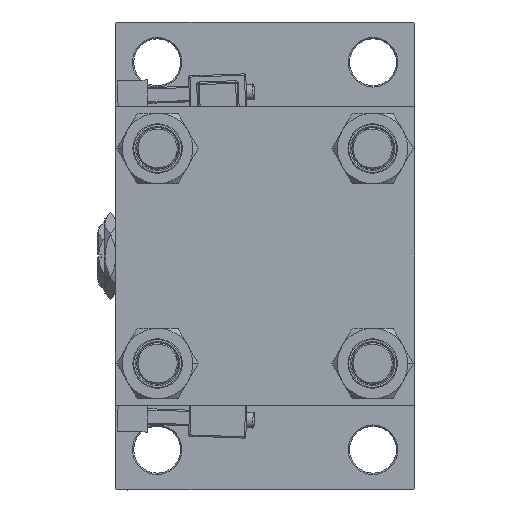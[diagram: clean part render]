
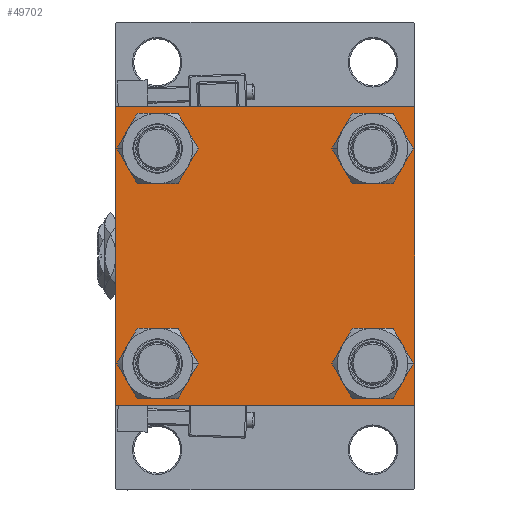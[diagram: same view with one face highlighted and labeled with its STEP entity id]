
A CAD part, left-side view. The second image highlights one B-rep face of the part: STEP entity #49702.
In plain terms, the highlighted planar face has unit normal (-1, 0, 0).
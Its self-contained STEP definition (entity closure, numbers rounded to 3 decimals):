
#281 = CARTESIAN_POINT ( 'NONE',  ( 0., 57.5, 57.5 ) ) ;
#377 = EDGE_LOOP ( 'NONE', ( #1878, #23672 ) ) ;
#880 = CARTESIAN_POINT ( 'NONE',  ( 0., 41.35, -49.85 ) ) ;
#1147 = EDGE_CURVE ( 'NONE', #1778, #1189, #24587, .T. ) ;
#1189 = VERTEX_POINT ( 'NONE', #880 ) ;
#1778 = VERTEX_POINT ( 'NONE', #46709 ) ;
#1878 = ORIENTED_EDGE ( 'NONE', *, *, #6891, .T. ) ;
#2005 = DIRECTION ( 'NONE',  ( 0., 0., 1. ) ) ;
#2017 = AXIS2_PLACEMENT_3D ( 'NONE', #43968, #31997, #31195 ) ;
#2420 = EDGE_CURVE ( 'NONE', #31990, #35554, #29712, .T. ) ;
#2591 = AXIS2_PLACEMENT_3D ( 'NONE', #2936, #52247, #32353 ) ;
#2781 = DIRECTION ( 'NONE',  ( 0., 0.707, 0.707 ) ) ;
#2936 = CARTESIAN_POINT ( 'NONE',  ( 0., -41.35, 41.35 ) ) ;
#3069 = EDGE_LOOP ( 'NONE', ( #18247, #48139 ) ) ;
#3552 = PLANE ( 'NONE',  #5016 ) ;
#4346 = EDGE_CURVE ( 'NONE', #32389, #38713, #47999, .T. ) ;
#4822 = LINE ( 'NONE', #42405, #10208 ) ;
#5016 = AXIS2_PLACEMENT_3D ( 'NONE', #32696, #24023, #27811 ) ;
#5450 = AXIS2_PLACEMENT_3D ( 'NONE', #26231, #22436, #13702 ) ;
#5564 = DIRECTION ( 'NONE',  ( 1., 0., 0. ) ) ;
#5793 = CIRCLE ( 'NONE', #24932, 8.5 ) ;
#6606 = CARTESIAN_POINT ( 'NONE',  ( 0., -57.25, 57.25 ) ) ;
#6891 = EDGE_CURVE ( 'NONE', #30220, #21068, #26112, .T. ) ;
#7108 = FACE_OUTER_BOUND ( 'NONE', #10431, .T. ) ;
#8239 = VECTOR ( 'NONE', #8322, 1000. ) ;
#8322 = DIRECTION ( 'NONE',  ( 0., -1., 0. ) ) ;
#8689 = ORIENTED_EDGE ( 'NONE', *, *, #38907, .F. ) ;
#9918 = DIRECTION ( 'NONE',  ( 0., -0.707, -0.707 ) ) ;
#10208 = VECTOR ( 'NONE', #17380, 1000. ) ;
#10431 = EDGE_LOOP ( 'NONE', ( #30121, #48459, #44931, #20707, #8689, #23720, #41288, #16894 ) ) ;
#10935 = CARTESIAN_POINT ( 'NONE',  ( 0., 57., 57.5 ) ) ;
#10954 = CIRCLE ( 'NONE', #36184, 8.5 ) ;
#12131 = DIRECTION ( 'NONE',  ( 1., 0., 0. ) ) ;
#12683 = CARTESIAN_POINT ( 'NONE',  ( 0., 41.35, -41.35 ) ) ;
#13181 = CARTESIAN_POINT ( 'NONE',  ( 0., -41.35, -49.85 ) ) ;
#13702 = DIRECTION ( 'NONE',  ( 0., 0., 1. ) ) ;
#13962 = EDGE_CURVE ( 'NONE', #21867, #36160, #42020, .T. ) ;
#14025 = EDGE_CURVE ( 'NONE', #27720, #34755, #25525, .T. ) ;
#14946 = CARTESIAN_POINT ( 'NONE',  ( 0., -41.35, -41.35 ) ) ;
#15196 = CIRCLE ( 'NONE', #28234, 8.5 ) ;
#15318 = ORIENTED_EDGE ( 'NONE', *, *, #46595, .T. ) ;
#15476 = CARTESIAN_POINT ( 'NONE',  ( 0., -41.35, 32.85 ) ) ;
#15863 = ORIENTED_EDGE ( 'NONE', *, *, #13962, .T. ) ;
#15942 = EDGE_CURVE ( 'NONE', #35554, #33736, #18126, .T. ) ;
#16367 = FACE_BOUND ( 'NONE', #3069, .T. ) ;
#16531 = EDGE_CURVE ( 'NONE', #34755, #27720, #15196, .T. ) ;
#16894 = ORIENTED_EDGE ( 'NONE', *, *, #43456, .T. ) ;
#17191 = LINE ( 'NONE', #29976, #47393 ) ;
#17222 = LINE ( 'NONE', #37081, #42102 ) ;
#17380 = DIRECTION ( 'NONE',  ( 0., -1., 0. ) ) ;
#18126 = LINE ( 'NONE', #47231, #51686 ) ;
#18247 = ORIENTED_EDGE ( 'NONE', *, *, #16531, .T. ) ;
#18576 = AXIS2_PLACEMENT_3D ( 'NONE', #37215, #36952, #49743 ) ;
#18980 = EDGE_CURVE ( 'NONE', #33988, #44025, #22491, .T. ) ;
#19256 = CARTESIAN_POINT ( 'NONE',  ( 0., -57.5, -57. ) ) ;
#19461 = VECTOR ( 'NONE', #37064, 1000. ) ;
#19600 = CARTESIAN_POINT ( 'NONE',  ( 0., -41.35, 49.85 ) ) ;
#20707 = ORIENTED_EDGE ( 'NONE', *, *, #18980, .T. ) ;
#21007 = DIRECTION ( 'NONE',  ( 0., 0.707, -0.707 ) ) ;
#21068 = VERTEX_POINT ( 'NONE', #15476 ) ;
#21713 = CARTESIAN_POINT ( 'NONE',  ( 0., -57., 57.5 ) ) ;
#21867 = VERTEX_POINT ( 'NONE', #47635 ) ;
#22436 = DIRECTION ( 'NONE',  ( 1., 0., 0. ) ) ;
#22491 = LINE ( 'NONE', #43671, #28229 ) ;
#23015 = DIRECTION ( 'NONE',  ( 0., -0.707, 0.707 ) ) ;
#23018 = EDGE_CURVE ( 'NONE', #1189, #1778, #5793, .T. ) ;
#23672 = ORIENTED_EDGE ( 'NONE', *, *, #53104, .T. ) ;
#23720 = ORIENTED_EDGE ( 'NONE', *, *, #4346, .T. ) ;
#23767 = CARTESIAN_POINT ( 'NONE',  ( 0., 41.35, 32.85 ) ) ;
#24023 = DIRECTION ( 'NONE',  ( -1., 0., 0. ) ) ;
#24378 = CIRCLE ( 'NONE', #50456, 8.5 ) ;
#24587 = CIRCLE ( 'NONE', #5450, 8.5 ) ;
#24639 = CARTESIAN_POINT ( 'NONE',  ( 0., -57.5, 57. ) ) ;
#24668 = EDGE_CURVE ( 'NONE', #29798, #38713, #4822, .T. ) ;
#24813 = FACE_BOUND ( 'NONE', #32220, .T. ) ;
#24932 = AXIS2_PLACEMENT_3D ( 'NONE', #12683, #12131, #49191 ) ;
#25525 = CIRCLE ( 'NONE', #2017, 8.5 ) ;
#26112 = CIRCLE ( 'NONE', #2591, 8.5 ) ;
#26231 = CARTESIAN_POINT ( 'NONE',  ( 0., 41.35, -41.35 ) ) ;
#26926 = CARTESIAN_POINT ( 'NONE',  ( 0., 41.35, 41.35 ) ) ;
#27473 = DIRECTION ( 'NONE',  ( 1., 0., 0. ) ) ;
#27720 = VERTEX_POINT ( 'NONE', #13181 ) ;
#27811 = DIRECTION ( 'NONE',  ( 0., 0., 1. ) ) ;
#28229 = VECTOR ( 'NONE', #23015, 1000. ) ;
#28234 = AXIS2_PLACEMENT_3D ( 'NONE', #14946, #27473, #44058 ) ;
#28629 = CARTESIAN_POINT ( 'NONE',  ( 0., 57.5, 57. ) ) ;
#29712 = LINE ( 'NONE', #281, #19461 ) ;
#29798 = VERTEX_POINT ( 'NONE', #10935 ) ;
#29948 = DIRECTION ( 'NONE',  ( 0., 0., 1. ) ) ;
#29976 = CARTESIAN_POINT ( 'NONE',  ( 0., 57.25, 57.25 ) ) ;
#30005 = DIRECTION ( 'NONE',  ( 0., 0., -1. ) ) ;
#30094 = CARTESIAN_POINT ( 'NONE',  ( 0., -41.35, 41.35 ) ) ;
#30121 = ORIENTED_EDGE ( 'NONE', *, *, #2420, .T. ) ;
#30220 = VERTEX_POINT ( 'NONE', #19600 ) ;
#31195 = DIRECTION ( 'NONE',  ( 0., 0., 1. ) ) ;
#31990 = VERTEX_POINT ( 'NONE', #28629 ) ;
#31997 = DIRECTION ( 'NONE',  ( 1., 0., 0. ) ) ;
#32220 = EDGE_LOOP ( 'NONE', ( #42799, #36478 ) ) ;
#32353 = DIRECTION ( 'NONE',  ( 0., 0., 1. ) ) ;
#32389 = VERTEX_POINT ( 'NONE', #24639 ) ;
#32696 = CARTESIAN_POINT ( 'NONE',  ( 0., 0., 0. ) ) ;
#33736 = VERTEX_POINT ( 'NONE', #36823 ) ;
#33920 = CARTESIAN_POINT ( 'NONE',  ( 0., 57.5, -57.5 ) ) ;
#33988 = VERTEX_POINT ( 'NONE', #52301 ) ;
#34755 = VERTEX_POINT ( 'NONE', #45591 ) ;
#35554 = VERTEX_POINT ( 'NONE', #41538 ) ;
#36160 = VERTEX_POINT ( 'NONE', #23767 ) ;
#36184 = AXIS2_PLACEMENT_3D ( 'NONE', #26926, #51448, #29948 ) ;
#36478 = ORIENTED_EDGE ( 'NONE', *, *, #23018, .T. ) ;
#36509 = FACE_BOUND ( 'NONE', #45308, .T. ) ;
#36823 = CARTESIAN_POINT ( 'NONE',  ( 0., 57., -57.5 ) ) ;
#36952 = DIRECTION ( 'NONE',  ( 1., 0., 0. ) ) ;
#37064 = DIRECTION ( 'NONE',  ( 0., 0., -1. ) ) ;
#37081 = CARTESIAN_POINT ( 'NONE',  ( 0., -57.5, 57.5 ) ) ;
#37215 = CARTESIAN_POINT ( 'NONE',  ( 0., 41.35, 41.35 ) ) ;
#38713 = VERTEX_POINT ( 'NONE', #21713 ) ;
#38907 = EDGE_CURVE ( 'NONE', #32389, #44025, #17222, .T. ) ;
#41288 = ORIENTED_EDGE ( 'NONE', *, *, #24668, .F. ) ;
#41538 = CARTESIAN_POINT ( 'NONE',  ( 0., 57.5, -57. ) ) ;
#41742 = VECTOR ( 'NONE', #2781, 1000. ) ;
#42020 = CIRCLE ( 'NONE', #18576, 8.5 ) ;
#42102 = VECTOR ( 'NONE', #30005, 1000. ) ;
#42405 = CARTESIAN_POINT ( 'NONE',  ( 0., 57.5, 57.5 ) ) ;
#42799 = ORIENTED_EDGE ( 'NONE', *, *, #1147, .T. ) ;
#43456 = EDGE_CURVE ( 'NONE', #29798, #31990, #17191, .T. ) ;
#43671 = CARTESIAN_POINT ( 'NONE',  ( 0., -57.25, -57.25 ) ) ;
#43968 = CARTESIAN_POINT ( 'NONE',  ( 0., -41.35, -41.35 ) ) ;
#44025 = VERTEX_POINT ( 'NONE', #19256 ) ;
#44058 = DIRECTION ( 'NONE',  ( 0., 0., 1. ) ) ;
#44090 = EDGE_CURVE ( 'NONE', #33736, #33988, #49443, .T. ) ;
#44931 = ORIENTED_EDGE ( 'NONE', *, *, #44090, .T. ) ;
#45308 = EDGE_LOOP ( 'NONE', ( #15863, #15318 ) ) ;
#45591 = CARTESIAN_POINT ( 'NONE',  ( 0., -41.35, -32.85 ) ) ;
#46595 = EDGE_CURVE ( 'NONE', #36160, #21867, #10954, .T. ) ;
#46709 = CARTESIAN_POINT ( 'NONE',  ( 0., 41.35, -32.85 ) ) ;
#47231 = CARTESIAN_POINT ( 'NONE',  ( 0., 57.25, -57.25 ) ) ;
#47393 = VECTOR ( 'NONE', #21007, 1000. ) ;
#47635 = CARTESIAN_POINT ( 'NONE',  ( 0., 41.35, 49.85 ) ) ;
#47999 = LINE ( 'NONE', #6606, #41742 ) ;
#48139 = ORIENTED_EDGE ( 'NONE', *, *, #14025, .T. ) ;
#48459 = ORIENTED_EDGE ( 'NONE', *, *, #15942, .T. ) ;
#49191 = DIRECTION ( 'NONE',  ( 0., 0., 1. ) ) ;
#49443 = LINE ( 'NONE', #33920, #8239 ) ;
#49702 = ADVANCED_FACE ( 'NONE', ( #52868, #16367, #24813, #36509, #7108 ), #3552, .T. ) ;
#49743 = DIRECTION ( 'NONE',  ( 0., 0., 1. ) ) ;
#50456 = AXIS2_PLACEMENT_3D ( 'NONE', #30094, #5564, #2005 ) ;
#51448 = DIRECTION ( 'NONE',  ( 1., 0., 0. ) ) ;
#51686 = VECTOR ( 'NONE', #9918, 1000. ) ;
#52247 = DIRECTION ( 'NONE',  ( 1., 0., 0. ) ) ;
#52301 = CARTESIAN_POINT ( 'NONE',  ( 0., -57., -57.5 ) ) ;
#52868 = FACE_BOUND ( 'NONE', #377, .T. ) ;
#53104 = EDGE_CURVE ( 'NONE', #21068, #30220, #24378, .T. ) ;
